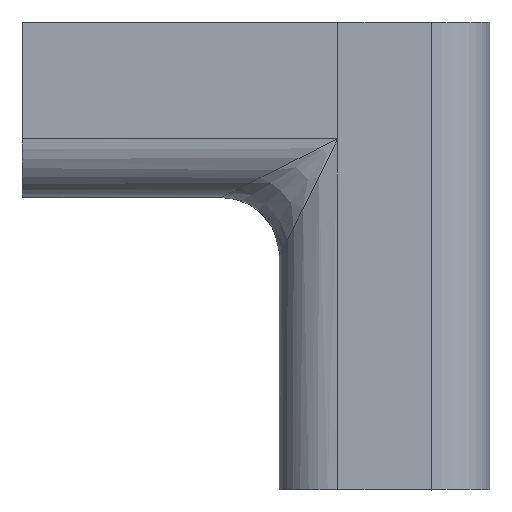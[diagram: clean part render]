
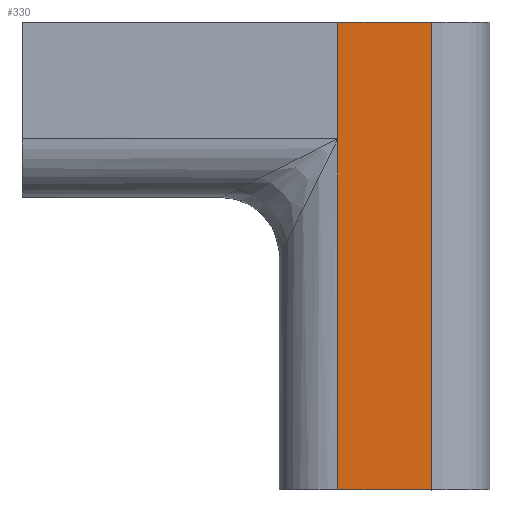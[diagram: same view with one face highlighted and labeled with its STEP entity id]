
A CAD part, top view. The second image highlights one B-rep face of the part: STEP entity #330.
In plain terms, the highlighted planar face has unit normal (0, 0, 1).
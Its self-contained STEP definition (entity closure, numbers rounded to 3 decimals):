
#45=FACE_OUTER_BOUND('',#65,.T.);
#65=EDGE_LOOP('',(#286,#287,#288,#289,#290));
#71=LINE('',#493,#99);
#91=LINE('',#637,#119);
#93=LINE('',#640,#121);
#95=LINE('',#645,#123);
#96=LINE('',#646,#124);
#99=VECTOR('',#393,10.);
#119=VECTOR('',#461,10.);
#121=VECTOR('',#465,10.);
#123=VECTOR('',#471,10.);
#124=VECTOR('',#472,10.);
#145=VERTEX_POINT('',#490);
#146=VERTEX_POINT('',#492);
#165=VERTEX_POINT('',#612);
#166=VERTEX_POINT('',#636);
#167=VERTEX_POINT('',#644);
#173=EDGE_CURVE('',#146,#145,#71,.T.);
#206=EDGE_CURVE('',#165,#166,#91,.T.);
#208=EDGE_CURVE('',#146,#165,#93,.T.);
#210=EDGE_CURVE('',#145,#167,#95,.T.);
#211=EDGE_CURVE('',#167,#166,#96,.T.);
#286=ORIENTED_EDGE('',*,*,#173,.T.);
#287=ORIENTED_EDGE('',*,*,#210,.T.);
#288=ORIENTED_EDGE('',*,*,#211,.T.);
#289=ORIENTED_EDGE('',*,*,#206,.F.);
#290=ORIENTED_EDGE('',*,*,#208,.F.);
#311=PLANE('',#377);
#330=ADVANCED_FACE('',(#45),#311,.T.);
#377=AXIS2_PLACEMENT_3D('',#643,#469,#470);
#393=DIRECTION('',(1.,0.,0.));
#461=DIRECTION('',(0.,1.,0.));
#465=DIRECTION('',(0.,1.,0.));
#469=DIRECTION('center_axis',(0.,0.,
1.));
#470=DIRECTION('ref_axis',(1.,0.,0.));
#471=DIRECTION('',(0.,1.,0.));
#472=DIRECTION('',(-1.,0.,0.));
#490=CARTESIAN_POINT('',(180.,264.5,202.7));
#492=CARTESIAN_POINT('',(172.,264.5,202.7));
#493=CARTESIAN_POINT('',(174.,264.5,202.7));
#612=CARTESIAN_POINT('',(172.,294.5,202.7));
#636=CARTESIAN_POINT('',(172.,304.5,202.7));
#637=CARTESIAN_POINT('',(172.,263.5,202.7));
#640=CARTESIAN_POINT('',(172.,263.5,202.7));
#643=CARTESIAN_POINT('Origin',(172.,263.5,202.7));
#644=CARTESIAN_POINT('',(180.,304.5,202.7));
#645=CARTESIAN_POINT('',(180.,263.5,202.7));
#646=CARTESIAN_POINT('',(174.,304.5,202.7));
